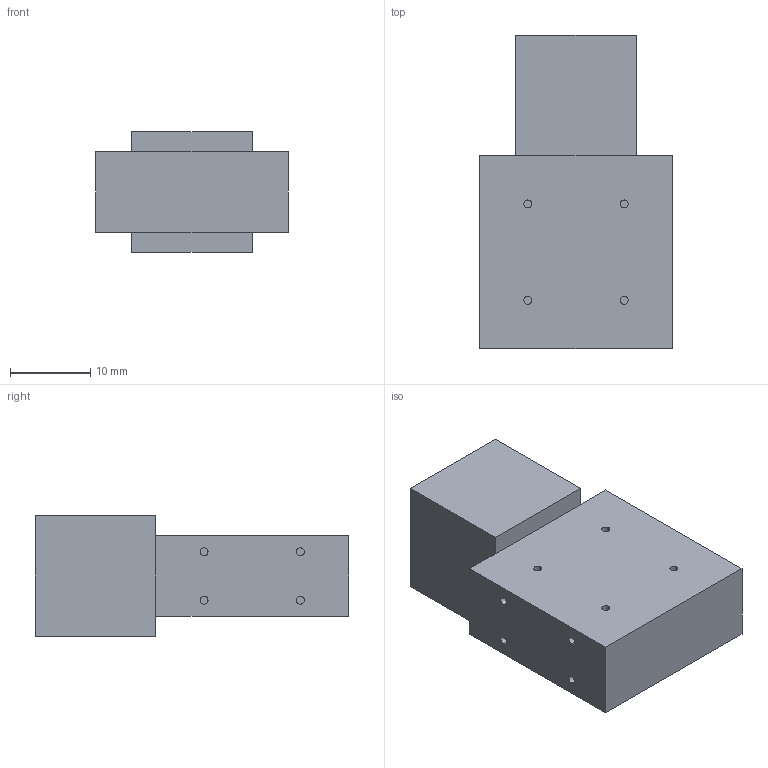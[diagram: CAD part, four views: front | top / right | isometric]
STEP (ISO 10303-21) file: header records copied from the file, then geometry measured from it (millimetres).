
FILE_DESCRIPTION (( 'STEP AP203' ), '1' );
FILE_NAME ('Phantom2_Concentration.STEP', '2018-03-20T18:14:14', ( '' ), ( '' ), 'SwSTEP 2.0', 'SolidWorks 2016', '' );
FILE_SCHEMA (( 'CONFIG_CONTROL_DESIGN' ));
Length unit declared in the file: millimetre
Products named in the file (1): Phantom2_Concentration
Bounding box: 24 x 39 x 15 mm (x, y, z)
Volume: 8610.4 mm3; surface area: 3728 mm2
Topology: 1 solids, 1 shells, 99 faces, 234 edges, 154 vertices
Faces by surface type: plane 65, cylinder 33, cone 1
Entity records: 2958 total; most frequent: DIRECTION 499, CARTESIAN_POINT 494, ORIENTED_EDGE 468, EDGE_CURVE 234, AXIS2_PLACEMENT_3D 167, LINE 165, VECTOR 165, VERTEX_POINT 154
